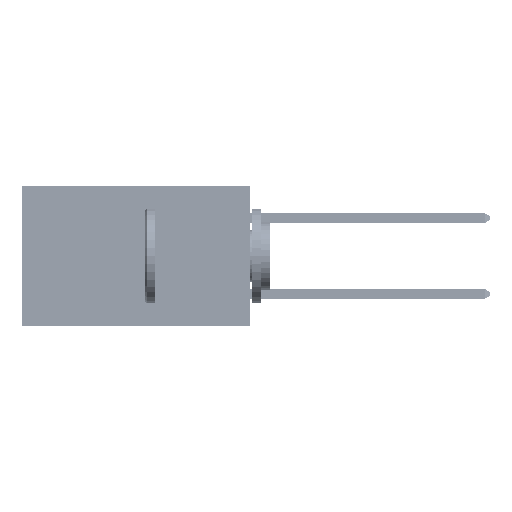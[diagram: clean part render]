
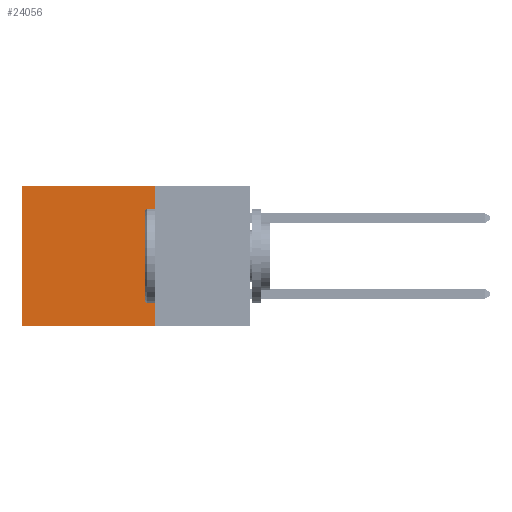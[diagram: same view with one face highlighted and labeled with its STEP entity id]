
A CAD part, left-side view. The second image highlights one B-rep face of the part: STEP entity #24056.
In plain terms, the highlighted planar face has unit normal (-1, 0, 0).
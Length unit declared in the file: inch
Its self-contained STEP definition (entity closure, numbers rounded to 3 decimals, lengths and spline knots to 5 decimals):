
#1481 = FACE_OUTER_BOUND ( 'NONE', #16624, .T. ) ;
#1578 = DIRECTION ( 'NONE',  ( 0., 0., -1. ) ) ;
#2216 = EDGE_CURVE ( 'NONE', #31653, #36606, #19229, .T. ) ;
#2534 = VECTOR ( 'NONE', #1578, 39.37008 ) ;
#4117 = VERTEX_POINT ( 'NONE', #9243 ) ;
#5385 = DIRECTION ( 'NONE',  ( 0., 0., -1. ) ) ;
#9243 = CARTESIAN_POINT ( 'NONE',  ( 0.2875, 0.25, 0. ) ) ;
#10892 = LINE ( 'NONE', #31837, #30177 ) ;
#11687 = CARTESIAN_POINT ( 'NONE',  ( 0.2875, 0.25, -0.37 ) ) ;
#14075 = AXIS2_PLACEMENT_3D ( 'NONE', #47326, #50025, #21304 ) ;
#14423 = CARTESIAN_POINT ( 'NONE',  ( 0.2875, 0.6, 0. ) ) ;
#14961 = ORIENTED_EDGE ( 'NONE', *, *, #52232, .F. ) ;
#15272 = VECTOR ( 'NONE', #23534, 39.37008 ) ;
#16489 = ORIENTED_EDGE ( 'NONE', *, *, #37868, .T. ) ;
#16624 = EDGE_LOOP ( 'NONE', ( #20024, #14961, #44214, #16489 ) ) ;
#19229 = LINE ( 'NONE', #42448, #2534 ) ;
#20024 = ORIENTED_EDGE ( 'NONE', *, *, #2216, .T. ) ;
#20190 = DIRECTION ( 'NONE',  ( 0., 1., 0. ) ) ;
#21304 = DIRECTION ( 'NONE',  ( 0., 0., -1. ) ) ;
#23534 = DIRECTION ( 'NONE',  ( 0., 1., 0. ) ) ;
#24056 = ADVANCED_FACE ( 'NONE', ( #1481 ), #46232, .F. ) ;
#29151 = VECTOR ( 'NONE', #5385, 39.37008 ) ;
#30177 = VECTOR ( 'NONE', #20190, 39.37008 ) ;
#31569 = CARTESIAN_POINT ( 'NONE',  ( 0.2875, 0.25, 0. ) ) ;
#31653 = VERTEX_POINT ( 'NONE', #14423 ) ;
#31837 = CARTESIAN_POINT ( 'NONE',  ( 0.2875, 0.25, -0.37 ) ) ;
#36606 = VERTEX_POINT ( 'NONE', #50276 ) ;
#37868 = EDGE_CURVE ( 'NONE', #4117, #31653, #49331, .T. ) ;
#40015 = LINE ( 'NONE', #41759, #29151 ) ;
#41759 = CARTESIAN_POINT ( 'NONE',  ( 0.2875, 0.25, 0. ) ) ;
#42448 = CARTESIAN_POINT ( 'NONE',  ( 0.2875, 0.6, 0. ) ) ;
#44214 = ORIENTED_EDGE ( 'NONE', *, *, #45702, .F. ) ;
#45702 = EDGE_CURVE ( 'NONE', #4117, #50849, #40015, .T. ) ;
#46232 = PLANE ( 'NONE',  #14075 ) ;
#47326 = CARTESIAN_POINT ( 'NONE',  ( 0.2875, 0.25, 0. ) ) ;
#49331 = LINE ( 'NONE', #31569, #15272 ) ;
#50025 = DIRECTION ( 'NONE',  ( 1., 0., 0. ) ) ;
#50276 = CARTESIAN_POINT ( 'NONE',  ( 0.2875, 0.6, -0.37 ) ) ;
#50849 = VERTEX_POINT ( 'NONE', #11687 ) ;
#52232 = EDGE_CURVE ( 'NONE', #50849, #36606, #10892, .T. ) ;
